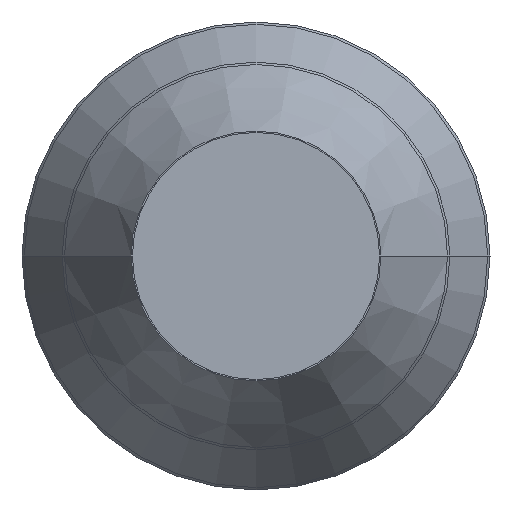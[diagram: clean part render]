
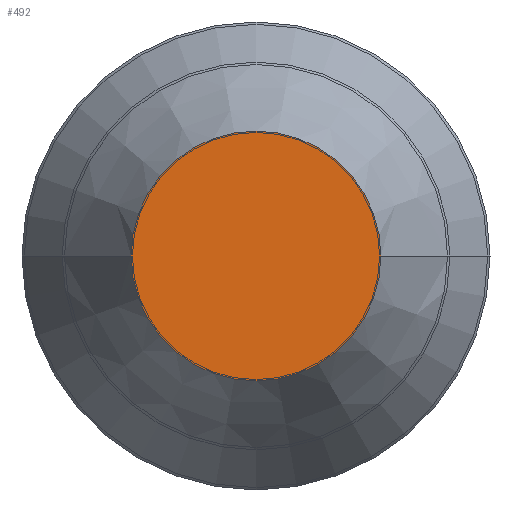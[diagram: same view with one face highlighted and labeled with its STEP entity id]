
A CAD part, left-side view. The second image highlights one B-rep face of the part: STEP entity #492.
In plain terms, the highlighted planar face has unit normal (-1, 0, 0).
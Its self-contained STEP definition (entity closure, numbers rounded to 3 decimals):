
#157=CARTESIAN_POINT('',(-16.524,0.,0.));
#158=DIRECTION('',(-1.,0.,0.));
#159=DIRECTION('',(0.,1.,0.));
#160=AXIS2_PLACEMENT_3D('',#157,#158,#159);
#162=CARTESIAN_POINT('',(-16.524,0.,0.));
#163=DIRECTION('',(1.,0.,0.));
#164=DIRECTION('',(0.,1.,0.));
#165=AXIS2_PLACEMENT_3D('',#162,#163,#164);
#183=CARTESIAN_POINT('',(-16.524,0.202,0.));
#184=VERTEX_POINT('',#183);
#201=CARTESIAN_POINT('',(-16.524,-0.202,0.));
#202=VERTEX_POINT('',#201);
#483=CARTESIAN_POINT('',(-16.524,0.,0.));
#484=DIRECTION('',(1.,0.,0.));
#485=DIRECTION('',(0.,-1.,0.));
#486=AXIS2_PLACEMENT_3D('',#483,#484,#485);
#487=PLANE('',#486);
#488=ORIENTED_EDGE('',*,*,#476,.F.);
#489=ORIENTED_EDGE('',*,*,#465,.T.);
#490=EDGE_LOOP('',(#488,#489));
#491=FACE_OUTER_BOUND('',#490,.F.);
#492=ADVANCED_FACE('',(#491),#487,.F.);
#161=CIRCLE('',#160,0.202);
#166=CIRCLE('',#165,0.202);
#465=EDGE_CURVE('',#184,#202,#166,.T.);
#476=EDGE_CURVE('',#184,#202,#161,.T.);
